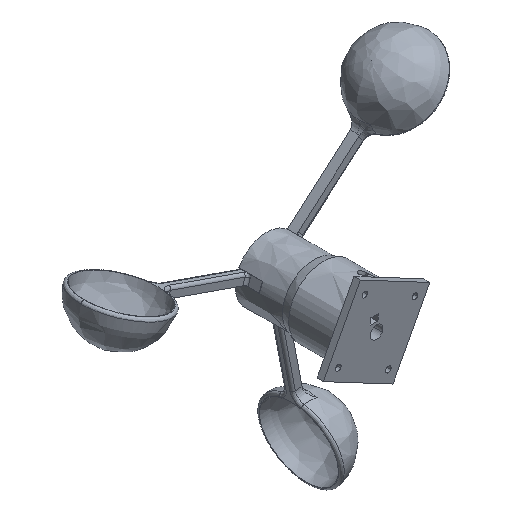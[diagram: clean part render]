
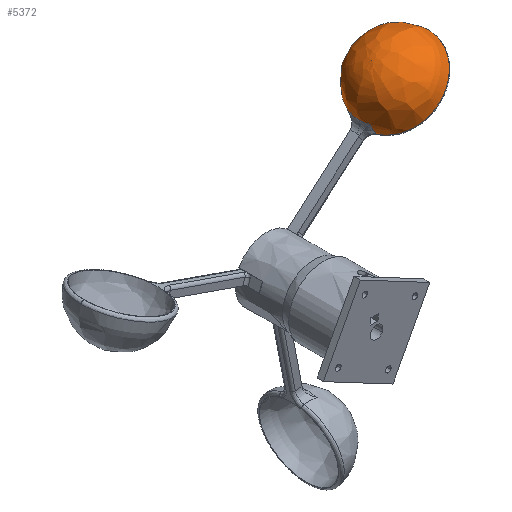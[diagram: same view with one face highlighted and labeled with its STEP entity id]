
A CAD part, isometric view. The second image highlights one B-rep face of the part: STEP entity #5372.
In plain terms, the highlighted free-form (B-spline) face has degree [2, 2] with [7, 3] control points.
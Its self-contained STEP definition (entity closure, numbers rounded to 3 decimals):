
#5263 = EDGE_CURVE('',#5264,#5266,#5268,.T.);
#5264 = VERTEX_POINT('',#5265);
#5265 = CARTESIAN_POINT('',(96.315,19.384,
    96.952));
#5266 = VERTEX_POINT('',#5267);
#5267 = CARTESIAN_POINT('',(64.565,25.986,
    69.506));
#5268 = ( BOUNDED_CURVE() B_SPLINE_CURVE(2,(#5269,#5270,#5271,#5272,
#5273),.UNSPECIFIED.,.F.,.F.) B_SPLINE_CURVE_WITH_KNOTS((3,2,3),(0.,
1.415,2.83),.PIECEWISE_BEZIER_KNOTS.) CURVE() 
GEOMETRIC_REPRESENTATION_ITEM() RATIONAL_B_SPLINE_CURVE((1.,
0.76,1.,0.76,1.)) REPRESENTATION_ITEM('') );
#5269 = CARTESIAN_POINT('',(96.315,19.384,
    96.952));
#5270 = CARTESIAN_POINT('',(96.315,37.77,
    96.952));
#5271 = CARTESIAN_POINT('',(82.575,40.627,
    85.074));
#5272 = CARTESIAN_POINT('',(68.835,43.484,
    73.197));
#5273 = CARTESIAN_POINT('',(64.565,25.986,
    69.506));
#5319 = VERTEX_POINT('',#5320);
#5320 = CARTESIAN_POINT('',(61.198,14.103,
    75.125));
#5350 = VERTEX_POINT('',#5351);
#5351 = CARTESIAN_POINT('',(60.663,19.384,
    74.662));
#5357 = EDGE_CURVE('',#5350,#5319,#5358,.T.);
#5358 = ( BOUNDED_CURVE() B_SPLINE_CURVE(2,(#5359,#5360,#5361),
.UNSPECIFIED.,.F.,.F.) B_SPLINE_CURVE_WITH_KNOTS((3,3),(3.142,
3.408),.PIECEWISE_BEZIER_KNOTS.) CURVE() 
GEOMETRIC_REPRESENTATION_ITEM() RATIONAL_B_SPLINE_CURVE((1.,
0.991,1.)) REPRESENTATION_ITEM('') );
#5359 = CARTESIAN_POINT('',(60.663,19.384,
    74.662));
#5360 = CARTESIAN_POINT('',(60.663,16.696,
    74.662));
#5361 = CARTESIAN_POINT('',(61.198,14.103,
    75.125));
#5372 = ADVANCED_FACE('',(#5373),#5420,.T.);
#5373 = FACE_BOUND('',#5374,.T.);
#5374 = EDGE_LOOP('',(#5375,#5383,#5391,#5392,#5400,#5406,#5418,#5419));
#5375 = ORIENTED_EDGE('',*,*,#5376,.T.);
#5376 = EDGE_CURVE('',#5319,#5377,#5379,.T.);
#5377 = VERTEX_POINT('',#5378);
#5378 = CARTESIAN_POINT('',(64.278,14.103,
    69.257));
#5379 = ( BOUNDED_CURVE() B_SPLINE_CURVE(2,(#5380,#5381,#5382),
.UNSPECIFIED.,.F.,.F.) B_SPLINE_CURVE_WITH_KNOTS((3,3),(5.894,
6.213),.PIECEWISE_BEZIER_KNOTS.) CURVE() 
GEOMETRIC_REPRESENTATION_ITEM() RATIONAL_B_SPLINE_CURVE((1.,
0.987,1.)) REPRESENTATION_ITEM('') );
#5380 = CARTESIAN_POINT('',(61.198,14.103,
    75.125));
#5381 = CARTESIAN_POINT('',(62.267,14.103,
    71.944));
#5382 = CARTESIAN_POINT('',(64.278,14.103,
    69.257));
#5383 = ORIENTED_EDGE('',*,*,#5384,.T.);
#5384 = EDGE_CURVE('',#5377,#5264,#5385,.T.);
#5385 = ( BOUNDED_CURVE() B_SPLINE_CURVE(2,(#5386,#5387,#5388,#5389,
#5390),.UNSPECIFIED.,.F.,.F.) B_SPLINE_CURVE_WITH_KNOTS((3,2,3),(
    3.39,4.836,6.283),
.PIECEWISE_BEZIER_KNOTS.) CURVE() GEOMETRIC_REPRESENTATION_ITEM() 
RATIONAL_B_SPLINE_CURVE((1.,0.75,1.,0.75,1.)) 
REPRESENTATION_ITEM('') );
#5386 = CARTESIAN_POINT('',(64.278,14.103,
    69.257));
#5387 = CARTESIAN_POINT('',(67.806,-4.304,
    72.307));
#5388 = CARTESIAN_POINT('',(82.06,-1.954,
    84.629));
#5389 = CARTESIAN_POINT('',(96.315,0.396,
    96.952));
#5390 = CARTESIAN_POINT('',(96.315,19.384,
    96.952));
#5391 = ORIENTED_EDGE('',*,*,#5263,.T.);
#5392 = ORIENTED_EDGE('',*,*,#5393,.T.);
#5393 = EDGE_CURVE('',#5266,#5394,#5396,.T.);
#5394 = VERTEX_POINT('',#5395);
#5395 = CARTESIAN_POINT('',(61.508,25.986,
    75.394));
#5396 = ( BOUNDED_CURVE() B_SPLINE_CURVE(2,(#5397,#5398,#5399),
.UNSPECIFIED.,.F.,.F.) B_SPLINE_CURVE_WITH_KNOTS((3,3),(3.213,
3.538),.PIECEWISE_BEZIER_KNOTS.) CURVE() 
GEOMETRIC_REPRESENTATION_ITEM() RATIONAL_B_SPLINE_CURVE((1.,
0.987,1.)) REPRESENTATION_ITEM('') );
#5397 = CARTESIAN_POINT('',(64.565,25.986,
    69.506));
#5398 = CARTESIAN_POINT('',(62.554,25.986,
    72.199));
#5399 = CARTESIAN_POINT('',(61.508,25.986,
    75.394));
#5400 = ORIENTED_EDGE('',*,*,#5401,.T.);
#5401 = EDGE_CURVE('',#5394,#5350,#5402,.T.);
#5402 = ( BOUNDED_CURVE() B_SPLINE_CURVE(2,(#5403,#5404,#5405),
.UNSPECIFIED.,.F.,.F.) B_SPLINE_CURVE_WITH_KNOTS((3,3),(2.806,
3.142),.PIECEWISE_BEZIER_KNOTS.) CURVE() 
GEOMETRIC_REPRESENTATION_ITEM() RATIONAL_B_SPLINE_CURVE((1.,
0.986,1.)) REPRESENTATION_ITEM('') );
#5403 = CARTESIAN_POINT('',(61.508,25.986,
    75.394));
#5404 = CARTESIAN_POINT('',(60.663,22.78,
    74.662));
#5405 = CARTESIAN_POINT('',(60.663,19.384,
    74.662));
#5406 = ORIENTED_EDGE('',*,*,#5407,.F.);
#5407 = EDGE_CURVE('',#5408,#5350,#5410,.T.);
#5408 = VERTEX_POINT('',#5409);
#5409 = CARTESIAN_POINT('',(66.912,19.384,
    98.084));
#5410 = B_SPLINE_CURVE_WITH_KNOTS('',6,(#5411,#5412,#5413,#5414,#5415,
    #5416,#5417),.UNSPECIFIED.,.F.,.F.,(7,7),(-1.571,
    -0.376),.PIECEWISE_BEZIER_KNOTS.);
#5411 = CARTESIAN_POINT('',(66.912,19.384,
    98.084));
#5412 = CARTESIAN_POINT('',(63.666,19.384,
    95.278));
#5413 = CARTESIAN_POINT('',(61.091,19.384,
    91.697));
#5414 = CARTESIAN_POINT('',(59.417,19.384,
    87.539));
#5415 = CARTESIAN_POINT('',(58.797,19.384,
    83.101));
#5416 = CARTESIAN_POINT('',(59.246,19.384,
    78.712));
#5417 = CARTESIAN_POINT('',(60.663,19.384,
    74.662));
#5418 = ORIENTED_EDGE('',*,*,#5407,.T.);
#5419 = ORIENTED_EDGE('',*,*,#5357,.T.);
#5420 = ( BOUNDED_SURFACE() B_SPLINE_SURFACE(2,2,(
    (#5421,#5422,#5423)
    ,(#5424,#5425,#5426)
    ,(#5427,#5428,#5429)
    ,(#5430,#5431,#5432)
    ,(#5433,#5434,#5435)
    ,(#5436,#5437,#5438)
    ,(#5439,#5440,#5441
)),.UNSPECIFIED.,.T.,.F.,.F.) B_SPLINE_SURFACE_WITH_KNOTS((1,2,2,2,2,1),
  (3,3),(-2.094,0.,2.094,4.189,6.283,
    8.378),(-1.571,-0.068),
.UNSPECIFIED.) GEOMETRIC_REPRESENTATION_ITEM() RATIONAL_B_SPLINE_SURFACE
((
    (1.,0.731,1.)
    ,(0.5,0.365,0.5)
    ,(1.,0.731,1.)
    ,(0.5,0.365,0.5)
    ,(1.,0.731,1.)
    ,(0.5,0.365,0.5)
,(1.,0.731,1.))) REPRESENTATION_ITEM('') SURFACE() );
#5421 = CARTESIAN_POINT('',(66.912,19.384,
    98.084));
#5422 = CARTESIAN_POINT('',(51.682,19.384,
    84.918));
#5423 = CARTESIAN_POINT('',(63.779,19.384,
    68.827));
#5424 = CARTESIAN_POINT('',(66.912,19.384,
    98.084));
#5425 = CARTESIAN_POINT('',(51.682,54.254,
    84.918));
#5426 = CARTESIAN_POINT('',(63.779,56.63,
    68.827));
#5427 = CARTESIAN_POINT('',(66.912,19.384,
    98.084));
#5428 = CARTESIAN_POINT('',(74.527,36.819,
    104.667));
#5429 = CARTESIAN_POINT('',(88.181,38.007,
    89.92));
#5430 = CARTESIAN_POINT('',(66.912,19.384,
    98.084));
#5431 = CARTESIAN_POINT('',(97.373,19.384,
    124.415));
#5432 = CARTESIAN_POINT('',(112.583,19.384,
    111.014));
#5433 = CARTESIAN_POINT('',(66.912,19.384,
    98.084));
#5434 = CARTESIAN_POINT('',(74.527,1.95,104.667
    ));
#5435 = CARTESIAN_POINT('',(88.181,0.762,
    89.92));
#5436 = CARTESIAN_POINT('',(66.912,19.384,
    98.084));
#5437 = CARTESIAN_POINT('',(51.682,-15.485,
    84.918));
#5438 = CARTESIAN_POINT('',(63.779,-17.861,
    68.827));
#5439 = CARTESIAN_POINT('',(66.912,19.384,
    98.084));
#5440 = CARTESIAN_POINT('',(51.682,19.384,
    84.918));
#5441 = CARTESIAN_POINT('',(63.779,19.384,
    68.827));
